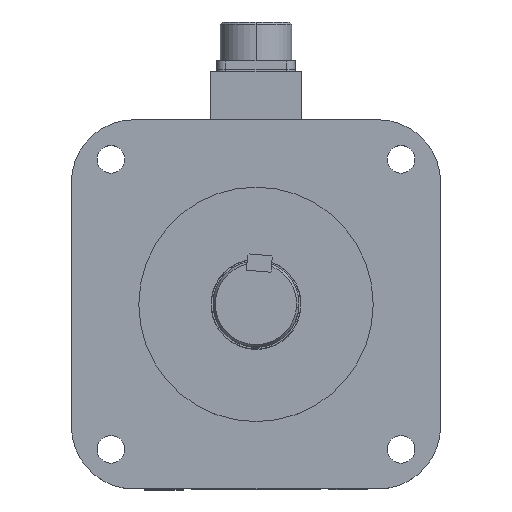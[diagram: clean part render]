
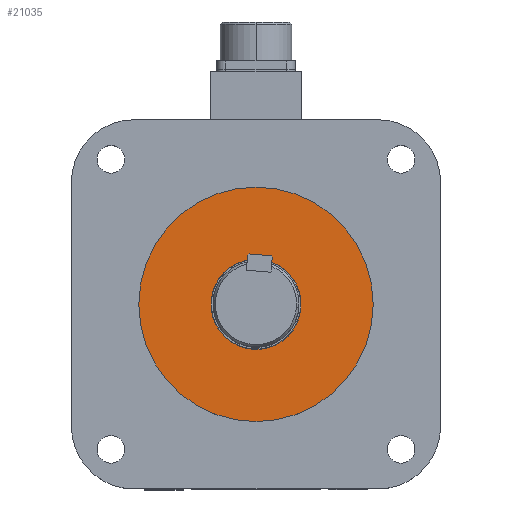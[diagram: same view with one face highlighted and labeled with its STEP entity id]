
A CAD part, top view. The second image highlights one B-rep face of the part: STEP entity #21035.
In plain terms, the highlighted planar face has unit normal (0, 0, 1).
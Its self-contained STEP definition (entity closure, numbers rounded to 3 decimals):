
#2841 = CARTESIAN_POINT ( 'NONE',  ( 0., 0., 21.2 ) ) ;
#3625 = AXIS2_PLACEMENT_3D ( 'NONE', #9280, #34571, #12888 ) ;
#6483 = DIRECTION ( 'NONE',  ( 1., 0., 0. ) ) ;
#9280 = CARTESIAN_POINT ( 'NONE',  ( 0., 0., 21.2 ) ) ;
#10576 = CARTESIAN_POINT ( 'NONE',  ( 0., 0., 21.2 ) ) ;
#12888 = DIRECTION ( 'NONE',  ( 1., 0., 0. ) ) ;
#14226 = DIRECTION ( 'NONE',  ( 1., 0., 0. ) ) ;
#16768 = CIRCLE ( 'NONE', #3625, 57.15 ) ;
#19661 = ORIENTED_EDGE ( 'NONE', *, *, #23862, .T. ) ;
#20325 = EDGE_LOOP ( 'NONE', ( #19661, #35799 ) ) ;
#21035 = ADVANCED_FACE ( 'NONE', ( #27871 ), #42458, .T. ) ;
#21058 = CARTESIAN_POINT ( 'NONE',  ( -57.15, 0., 21.2 ) ) ;
#23698 = VERTEX_POINT ( 'NONE', #21058 ) ;
#23862 = EDGE_CURVE ( 'NONE', #23698, #24046, #16768, .T. ) ;
#24046 = VERTEX_POINT ( 'NONE', #32227 ) ;
#27871 = FACE_OUTER_BOUND ( 'NONE', #20325, .T. ) ;
#28200 = DIRECTION ( 'NONE',  ( 0., 0., 1. ) ) ;
#32227 = CARTESIAN_POINT ( 'NONE',  ( 57.15, 0., 21.2 ) ) ;
#32765 = CIRCLE ( 'NONE', #44199, 57.15 ) ;
#34571 = DIRECTION ( 'NONE',  ( 0., 0., 1. ) ) ;
#35799 = ORIENTED_EDGE ( 'NONE', *, *, #46126, .T. ) ;
#35946 = DIRECTION ( 'NONE',  ( 0., 0., 1. ) ) ;
#40490 = AXIS2_PLACEMENT_3D ( 'NONE', #2841, #28200, #6483 ) ;
#42458 = PLANE ( 'NONE',  #40490 ) ;
#44199 = AXIS2_PLACEMENT_3D ( 'NONE', #10576, #35946, #14226 ) ;
#46126 = EDGE_CURVE ( 'NONE', #24046, #23698, #32765, .T. ) ;
